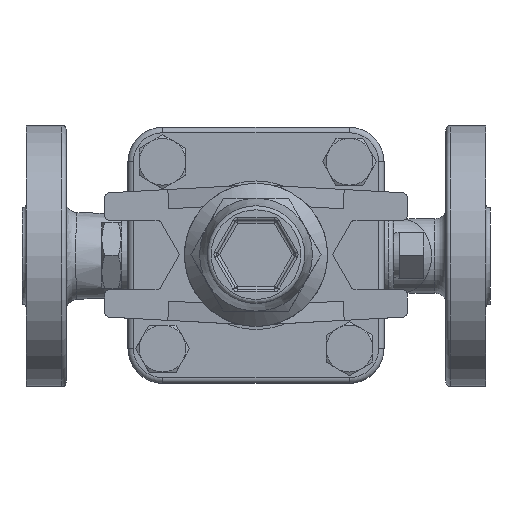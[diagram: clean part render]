
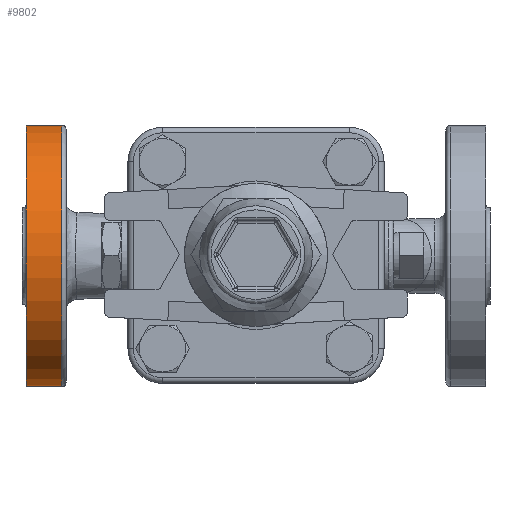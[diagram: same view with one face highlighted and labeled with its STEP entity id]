
A CAD part, top view. The second image highlights one B-rep face of the part: STEP entity #9802.
In plain terms, the highlighted cylindrical face has radius 47.5 mm (diameter 95 mm), a full revolution.
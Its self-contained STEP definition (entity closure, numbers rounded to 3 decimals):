
#1427=CYLINDRICAL_SURFACE('',#10812,47.5);
#2130=FACE_BOUND('',#3476,.T.);
#2742=FACE_OUTER_BOUND('',#3475,.T.);
#3475=EDGE_LOOP('',(#9027));
#3476=EDGE_LOOP('',(#9028));
#4000=CIRCLE('',#10805,47.5);
#4005=CIRCLE('',#10811,47.5);
#4890=VERTEX_POINT('',#29064);
#4895=VERTEX_POINT('',#29075);
#6292=EDGE_CURVE('',#4890,#4890,#4000,.T.);
#6297=EDGE_CURVE('',#4895,#4895,#4005,.T.);
#9027=ORIENTED_EDGE('',*,*,#6292,.T.);
#9028=ORIENTED_EDGE('',*,*,#6297,.F.);
#9802=ADVANCED_FACE('',(#2742,#2130),#1427,.T.);
#10805=AXIS2_PLACEMENT_3D('',#29065,#13291,#13292);
#10811=AXIS2_PLACEMENT_3D('',#29076,#13303,#13304);
#10812=AXIS2_PLACEMENT_3D('',#29077,#13305,#13306);
#13291=DIRECTION('center_axis',(1.,0.,0.));
#13292=DIRECTION('ref_axis',(0.,0.,1.));
#13303=DIRECTION('center_axis',(1.,0.,0.));
#13304=DIRECTION('ref_axis',(0.,0.,1.));
#13305=DIRECTION('center_axis',(-1.,0.,0.));
#13306=DIRECTION('ref_axis',(0.,0.,1.));
#29064=CARTESIAN_POINT('',(-83.4,0.,-1.));
#29065=CARTESIAN_POINT('Origin',(-83.4,0.,46.5));
#29075=CARTESIAN_POINT('',(-70.6,0.,-1.));
#29076=CARTESIAN_POINT('Origin',(-70.6,0.,46.5));
#29077=CARTESIAN_POINT('Origin',(-85.,0.,46.5));
